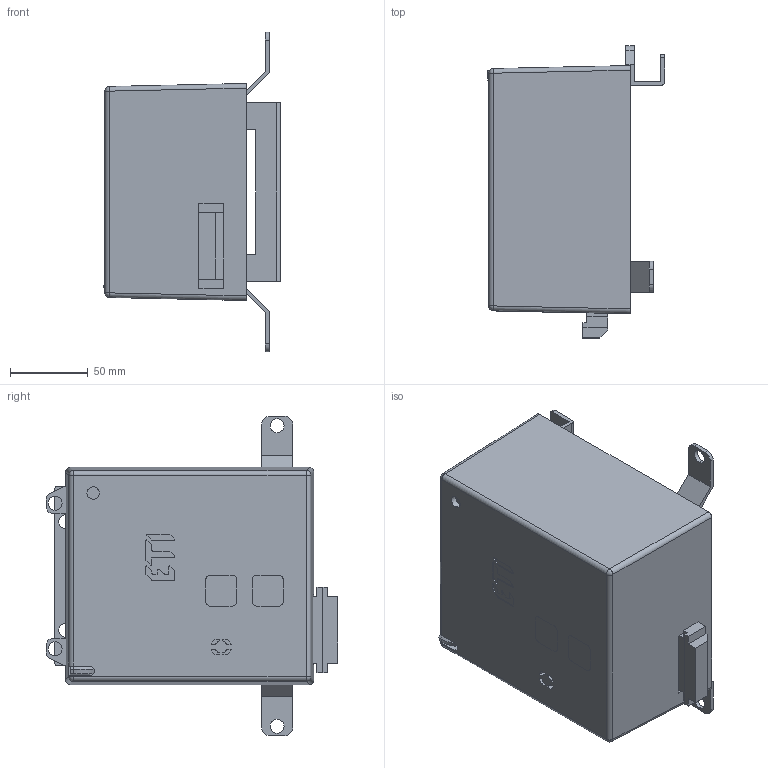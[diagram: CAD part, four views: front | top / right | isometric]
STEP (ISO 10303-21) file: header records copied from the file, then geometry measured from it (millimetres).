
FILE_DESCRIPTION((''),'2;1');
FILE_NAME('MO2_800_V5_ASM','2021-03-31T',('marketing.praksa'),('Audax d.o.o.'),'CREO PARAMETRIC BY PTC INC, 2017480','CREO PARAMETRIC BY PTC INC, 2017480','');
FILE_SCHEMA(('AUTOMOTIVE_DESIGN { 1 0 10303 214 1 1 1 1 }'));
Length unit declared in the file: millimetre
Products named in the file (17): PRT0112_1_1_1; PRT0112_1_2_1; PRT0113_1; PRT0114_1; PRT0117_1_1; PRT0117_1_2; PRT0117_1_ASM; PRT0118_1; HEXAGON_1; PRT0124_1_1; PRT0124_1_2; PRT0124_1_3; ASM0093_ASM; PRT0124_1_ASM; METALTOPMERGED_1; PRT0001; MO2_800_V5_ASM
Assembly tree (16 placements, depth 4):
  MO2_800_V5_ASM
    PRT0112_1_1_1
    PRT0112_1_2_1
    PRT0113_1
    PRT0114_1
    PRT0117_1_ASM
      PRT0117_1_1
      PRT0117_1_2
    PRT0118_1
    HEXAGON_1
    PRT0124_1_ASM
      ASM0093_ASM
        PRT0124_1_1
        PRT0124_1_2
        PRT0124_1_3
    METALTOPMERGED_1
    PRT0001
Bounding box: 114.3 x 188.18 x 206 mm (x, y, z)
Volume: 2014273.3 mm3; surface area: 122299.6 mm2
Topology: 13 solids, 13 shells, 307 faces, 800 edges, 524 vertices
Faces by surface type: plane 183, cylinder 114, cone 6, sphere 4
Entity records: 15093 total; most frequent: CARTESIAN_POINT 1734, DIRECTION 1714, ORIENTED_EDGE 1592, PRESENTATION_STYLE_ASSIGNMENT 1116, STYLED_ITEM 1116, CURVE_STYLE 796, EDGE_CURVE 796, AXIS2_PLACEMENT_3D 576
